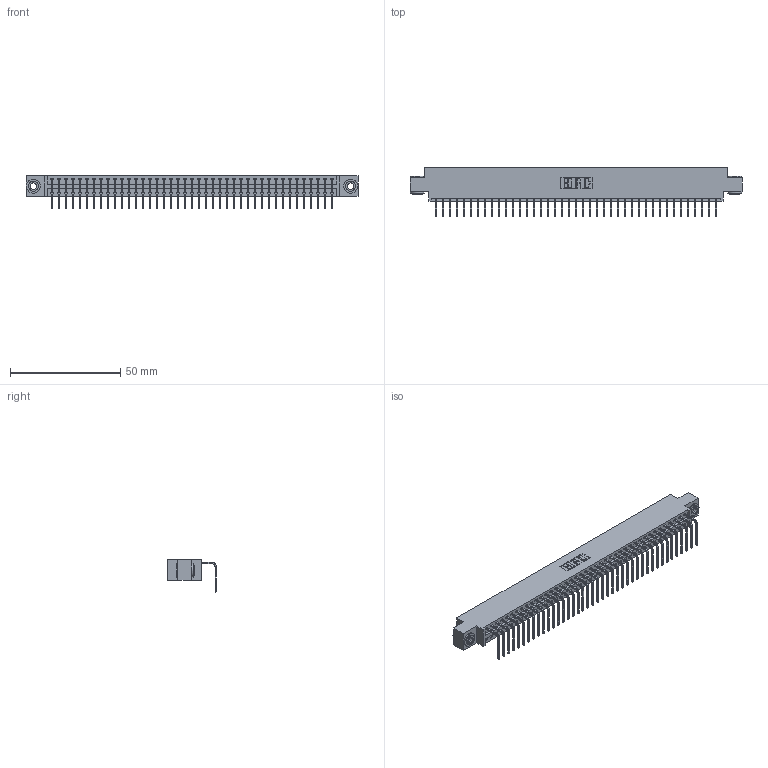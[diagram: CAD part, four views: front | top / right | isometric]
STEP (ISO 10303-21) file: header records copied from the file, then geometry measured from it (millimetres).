
FILE_DESCRIPTION (( 'STEP AP203' ), '1' );
FILE_NAME ('346-041-558-603.STEP', '2018-08-24T12:06:48', ( '' ), ( '' ), 'SwSTEP 2.0', 'SolidWorks 2016', '' );
FILE_SCHEMA (( 'CONFIG_CONTROL_DESIGN' ));
Length unit declared in the file: inch
Products named in the file (4): 346 Part_0.170 Offset - 0.156 Dia-TH; 345-292-001_558 Tail - 2; 345-250-002_345-250-002-102; 346-041-558-603
Assembly tree (44 placements, depth 2):
  346-041-558-603
    346 Part_0.170 Offset - 0.156 Dia-TH
    345-292-001_558 Tail - 2  x41
    345-250-002_345-250-002-102  x2
Bounding box: 150.75 x 22.16 x 14.73 mm (x, y, z)
Volume: 14424.5 mm3; surface area: 19212.4 mm2
Topology: 44 solids, 44 shells, 2624 faces, 7879 edges, 5194 vertices
Faces by surface type: plane 1812, cylinder 804, cone 8
Entity records: 26446 total; most frequent: CARTESIAN_POINT 4514, ORIENTED_EDGE 4482, DIRECTION 4013, EDGE_CURVE 2241, LINE 1921, VECTOR 1921, VERTEX_POINT 1490, AXIS2_PLACEMENT_3D 1046
